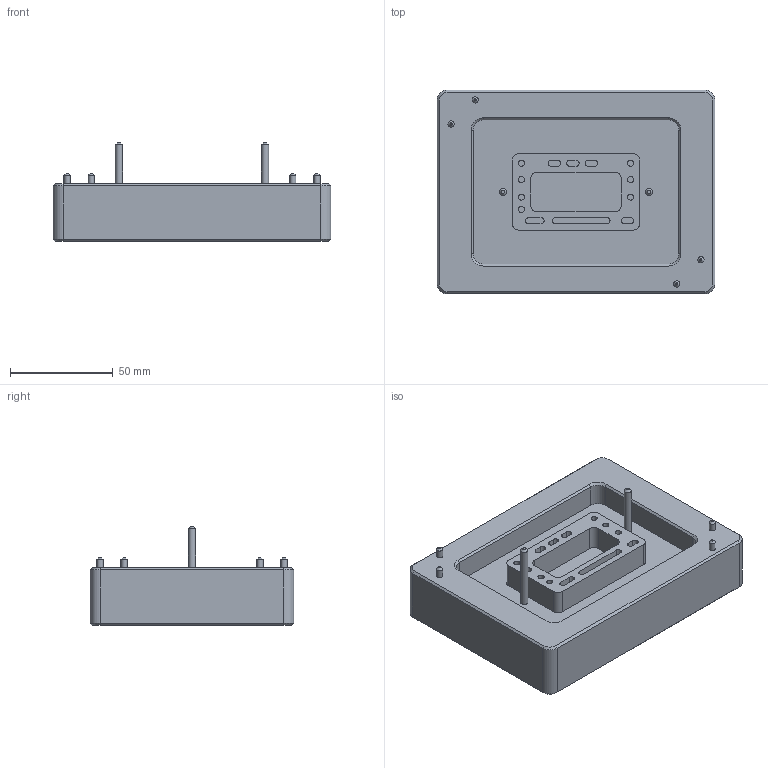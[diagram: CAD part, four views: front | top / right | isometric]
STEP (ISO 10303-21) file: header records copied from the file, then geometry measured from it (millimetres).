
FILE_DESCRIPTION(/* description */ ('Unknown'),/* implementation_level */ '2;1');
FILE_NAME(/* name */ 'P80',/* time_stamp */ '2017-07-10T13:17:26+02:00',/* author */ ('Unknown'),/* organization */ ('Unknown'),/* preprocessor_version */ 'ST-DEVELOPER v16.7',/* originating_system */ 'DEX',/* authorisation */ $);
FILE_SCHEMA (('AUTOMOTIVE_DESIGN {1 0 10303 214 3 1 1}'));
Length unit declared in the file: millimetre
Products named in the file (4): P80; poz_csap_nyak; poz_csap
Assembly tree (7 placements, depth 2):
  P80
    P80
    poz_csap_nyak  x4
    poz_csap  x2
Bounding box: 135 x 99 x 48 mm (x, y, z)
Volume: 305258.4 mm3; surface area: 50492.6 mm2
Topology: 7 solids, 7 shells, 151 faces, 307 edges, 196 vertices
Faces by surface type: plane 80, cylinder 51, cone 20
Full cylindrical faces by diameter (mm): 3 x19, 3.5 x2, 6.05 x2
Entity records: 3559 total; most frequent: DIRECTION 646, CARTESIAN_POINT 573, ORIENTED_EDGE 512, EDGE_CURVE 256, AXIS2_PLACEMENT_3D 249, EDGE_LOOP 180, FACE_BOUND 180, VERTEX_POINT 176
